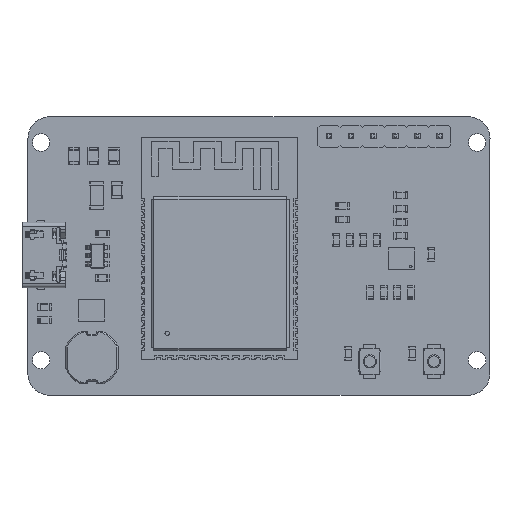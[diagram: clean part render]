
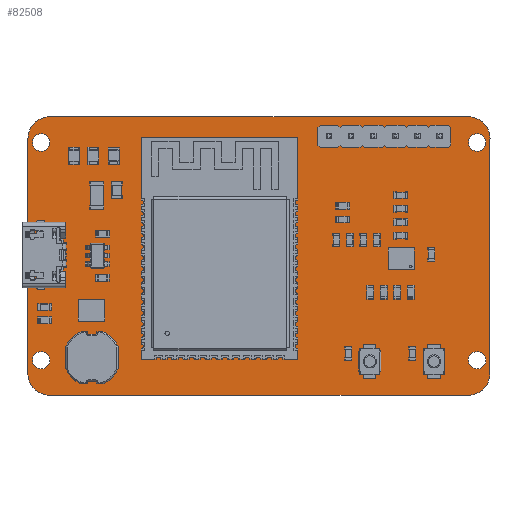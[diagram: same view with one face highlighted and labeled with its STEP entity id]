
A CAD part, top view. The second image highlights one B-rep face of the part: STEP entity #82508.
In plain terms, the highlighted planar face has unit normal (0, 0, 1).
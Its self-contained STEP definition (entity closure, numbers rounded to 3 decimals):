
#82249 = VERTEX_POINT('',#82250);
#82250 = CARTESIAN_POINT('',(177.807,-69.418,1.6));
#82256 = EDGE_CURVE('',#82249,#82257,#82259,.T.);
#82257 = VERTEX_POINT('',#82258);
#82258 = CARTESIAN_POINT('',(180.307,-71.918,1.6));
#82259 = CIRCLE('',#82260,2.5);
#82260 = AXIS2_PLACEMENT_3D('',#82261,#82262,#82263);
#82261 = CARTESIAN_POINT('',(177.807,-71.918,1.6));
#82262 = DIRECTION('',(0.,0.,-1.));
#82263 = DIRECTION('',(0.,1.,0.));
#82291 = VERTEX_POINT('',#82292);
#82292 = CARTESIAN_POINT('',(129.775,-69.425,1.6));
#82298 = EDGE_CURVE('',#82291,#82249,#82299,.T.);
#82299 = LINE('',#82300,#82301);
#82300 = CARTESIAN_POINT('',(129.775,-69.425,1.6));
#82301 = VECTOR('',#82302,1.);
#82302 = DIRECTION('',(1.,0.,0.));
#82320 = EDGE_CURVE('',#82257,#82321,#82323,.T.);
#82321 = VERTEX_POINT('',#82322);
#82322 = CARTESIAN_POINT('',(180.302,-98.892,1.6));
#82323 = LINE('',#82324,#82325);
#82324 = CARTESIAN_POINT('',(180.307,-71.918,1.6));
#82325 = VECTOR('',#82326,1.);
#82326 = DIRECTION('',(0.,-1.,0.));
#82508 = ADVANCED_FACE('',(#82509,#82555,#82566,#82577,#82588,#82599,
    #82610,#82621,#82632,#82643,#82654),#82665,.T.);
#82509 = FACE_BOUND('',#82510,.T.);
#82510 = EDGE_LOOP('',(#82511,#82512,#82513,#82522,#82530,#82539,#82547,
    #82554));
#82511 = ORIENTED_EDGE('',*,*,#82256,.F.);
#82512 = ORIENTED_EDGE('',*,*,#82298,.F.);
#82513 = ORIENTED_EDGE('',*,*,#82514,.F.);
#82514 = EDGE_CURVE('',#82515,#82291,#82517,.T.);
#82515 = VERTEX_POINT('',#82516);
#82516 = CARTESIAN_POINT('',(127.275,-71.925,1.6));
#82517 = CIRCLE('',#82518,2.5);
#82518 = AXIS2_PLACEMENT_3D('',#82519,#82520,#82521);
#82519 = CARTESIAN_POINT('',(129.775,-71.925,1.6));
#82520 = DIRECTION('',(0.,0.,-1.));
#82521 = DIRECTION('',(-1.,0.,-0.));
#82522 = ORIENTED_EDGE('',*,*,#82523,.F.);
#82523 = EDGE_CURVE('',#82524,#82515,#82526,.T.);
#82524 = VERTEX_POINT('',#82525);
#82525 = CARTESIAN_POINT('',(127.258,-98.892,1.6));
#82526 = LINE('',#82527,#82528);
#82527 = CARTESIAN_POINT('',(127.258,-98.892,1.6));
#82528 = VECTOR('',#82529,1.);
#82529 = DIRECTION('',(0.001,1.,0.));
#82530 = ORIENTED_EDGE('',*,*,#82531,.F.);
#82531 = EDGE_CURVE('',#82532,#82524,#82534,.T.);
#82532 = VERTEX_POINT('',#82533);
#82533 = CARTESIAN_POINT('',(129.758,-101.392,1.6));
#82534 = CIRCLE('',#82535,2.5);
#82535 = AXIS2_PLACEMENT_3D('',#82536,#82537,#82538);
#82536 = CARTESIAN_POINT('',(129.758,-98.892,1.6));
#82537 = DIRECTION('',(0.,0.,-1.));
#82538 = DIRECTION('',(0.,-1.,0.));
#82539 = ORIENTED_EDGE('',*,*,#82540,.F.);
#82540 = EDGE_CURVE('',#82541,#82532,#82543,.T.);
#82541 = VERTEX_POINT('',#82542);
#82542 = CARTESIAN_POINT('',(177.802,-101.392,1.6));
#82543 = LINE('',#82544,#82545);
#82544 = CARTESIAN_POINT('',(177.802,-101.392,1.6));
#82545 = VECTOR('',#82546,1.);
#82546 = DIRECTION('',(-1.,0.,0.));
#82547 = ORIENTED_EDGE('',*,*,#82548,.F.);
#82548 = EDGE_CURVE('',#82321,#82541,#82549,.T.);
#82549 = CIRCLE('',#82550,2.5);
#82550 = AXIS2_PLACEMENT_3D('',#82551,#82552,#82553);
#82551 = CARTESIAN_POINT('',(177.802,-98.892,1.6));
#82552 = DIRECTION('',(0.,0.,-1.));
#82553 = DIRECTION('',(1.,0.,0.));
#82554 = ORIENTED_EDGE('',*,*,#82320,.F.);
#82555 = FACE_BOUND('',#82556,.T.);
#82556 = EDGE_LOOP('',(#82557));
#82557 = ORIENTED_EDGE('',*,*,#82558,.T.);
#82558 = EDGE_CURVE('',#82559,#82559,#82561,.T.);
#82559 = VERTEX_POINT('',#82560);
#82560 = CARTESIAN_POINT('',(128.791,-98.375,1.6));
#82561 = CIRCLE('',#82562,1.);
#82562 = AXIS2_PLACEMENT_3D('',#82563,#82564,#82565);
#82563 = CARTESIAN_POINT('',(128.791,-97.375,1.6));
#82564 = DIRECTION('',(-0.,0.,-1.));
#82565 = DIRECTION('',(-0.,-1.,0.));
#82566 = FACE_BOUND('',#82567,.T.);
#82567 = EDGE_LOOP('',(#82568));
#82568 = ORIENTED_EDGE('',*,*,#82569,.T.);
#82569 = EDGE_CURVE('',#82570,#82570,#82572,.T.);
#82570 = VERTEX_POINT('',#82571);
#82571 = CARTESIAN_POINT('',(178.831,-98.375,1.6));
#82572 = CIRCLE('',#82573,1.);
#82573 = AXIS2_PLACEMENT_3D('',#82574,#82575,#82576);
#82574 = CARTESIAN_POINT('',(178.831,-97.375,1.6));
#82575 = DIRECTION('',(-0.,0.,-1.));
#82576 = DIRECTION('',(-0.,-1.,0.));
#82577 = FACE_BOUND('',#82578,.T.);
#82578 = EDGE_LOOP('',(#82579));
#82579 = ORIENTED_EDGE('',*,*,#82580,.T.);
#82580 = EDGE_CURVE('',#82581,#82581,#82583,.T.);
#82581 = VERTEX_POINT('',#82582);
#82582 = CARTESIAN_POINT('',(128.791,-73.375,1.6));
#82583 = CIRCLE('',#82584,1.);
#82584 = AXIS2_PLACEMENT_3D('',#82585,#82586,#82587);
#82585 = CARTESIAN_POINT('',(128.791,-72.375,1.6));
#82586 = DIRECTION('',(-0.,0.,-1.));
#82587 = DIRECTION('',(-0.,-1.,0.));
#82588 = FACE_BOUND('',#82589,.T.);
#82589 = EDGE_LOOP('',(#82590));
#82590 = ORIENTED_EDGE('',*,*,#82591,.T.);
#82591 = EDGE_CURVE('',#82592,#82592,#82594,.T.);
#82592 = VERTEX_POINT('',#82593);
#82593 = CARTESIAN_POINT('',(161.83,-72.16,1.6));
#82594 = CIRCLE('',#82595,0.5);
#82595 = AXIS2_PLACEMENT_3D('',#82596,#82597,#82598);
#82596 = CARTESIAN_POINT('',(161.83,-71.66,1.6));
#82597 = DIRECTION('',(-0.,0.,-1.));
#82598 = DIRECTION('',(-0.,-1.,0.));
#82599 = FACE_BOUND('',#82600,.T.);
#82600 = EDGE_LOOP('',(#82601));
#82601 = ORIENTED_EDGE('',*,*,#82602,.T.);
#82602 = EDGE_CURVE('',#82603,#82603,#82605,.T.);
#82603 = VERTEX_POINT('',#82604);
#82604 = CARTESIAN_POINT('',(164.37,-72.16,1.6));
#82605 = CIRCLE('',#82606,0.5);
#82606 = AXIS2_PLACEMENT_3D('',#82607,#82608,#82609);
#82607 = CARTESIAN_POINT('',(164.37,-71.66,1.6));
#82608 = DIRECTION('',(-0.,0.,-1.));
#82609 = DIRECTION('',(-0.,-1.,0.));
#82610 = FACE_BOUND('',#82611,.T.);
#82611 = EDGE_LOOP('',(#82612));
#82612 = ORIENTED_EDGE('',*,*,#82613,.T.);
#82613 = EDGE_CURVE('',#82614,#82614,#82616,.T.);
#82614 = VERTEX_POINT('',#82615);
#82615 = CARTESIAN_POINT('',(166.91,-72.16,1.6));
#82616 = CIRCLE('',#82617,0.5);
#82617 = AXIS2_PLACEMENT_3D('',#82618,#82619,#82620);
#82618 = CARTESIAN_POINT('',(166.91,-71.66,1.6));
#82619 = DIRECTION('',(-0.,0.,-1.));
#82620 = DIRECTION('',(-0.,-1.,0.));
#82621 = FACE_BOUND('',#82622,.T.);
#82622 = EDGE_LOOP('',(#82623));
#82623 = ORIENTED_EDGE('',*,*,#82624,.T.);
#82624 = EDGE_CURVE('',#82625,#82625,#82627,.T.);
#82625 = VERTEX_POINT('',#82626);
#82626 = CARTESIAN_POINT('',(169.45,-72.16,1.6));
#82627 = CIRCLE('',#82628,0.5);
#82628 = AXIS2_PLACEMENT_3D('',#82629,#82630,#82631);
#82629 = CARTESIAN_POINT('',(169.45,-71.66,1.6));
#82630 = DIRECTION('',(-0.,0.,-1.));
#82631 = DIRECTION('',(-0.,-1.,0.));
#82632 = FACE_BOUND('',#82633,.T.);
#82633 = EDGE_LOOP('',(#82634));
#82634 = ORIENTED_EDGE('',*,*,#82635,.T.);
#82635 = EDGE_CURVE('',#82636,#82636,#82638,.T.);
#82636 = VERTEX_POINT('',#82637);
#82637 = CARTESIAN_POINT('',(171.99,-72.16,1.6));
#82638 = CIRCLE('',#82639,0.5);
#82639 = AXIS2_PLACEMENT_3D('',#82640,#82641,#82642);
#82640 = CARTESIAN_POINT('',(171.99,-71.66,1.6));
#82641 = DIRECTION('',(-0.,0.,-1.));
#82642 = DIRECTION('',(-0.,-1.,0.));
#82643 = FACE_BOUND('',#82644,.T.);
#82644 = EDGE_LOOP('',(#82645));
#82645 = ORIENTED_EDGE('',*,*,#82646,.T.);
#82646 = EDGE_CURVE('',#82647,#82647,#82649,.T.);
#82647 = VERTEX_POINT('',#82648);
#82648 = CARTESIAN_POINT('',(174.53,-72.16,1.6));
#82649 = CIRCLE('',#82650,0.5);
#82650 = AXIS2_PLACEMENT_3D('',#82651,#82652,#82653);
#82651 = CARTESIAN_POINT('',(174.53,-71.66,1.6));
#82652 = DIRECTION('',(-0.,0.,-1.));
#82653 = DIRECTION('',(-0.,-1.,0.));
#82654 = FACE_BOUND('',#82655,.T.);
#82655 = EDGE_LOOP('',(#82656));
#82656 = ORIENTED_EDGE('',*,*,#82657,.T.);
#82657 = EDGE_CURVE('',#82658,#82658,#82660,.T.);
#82658 = VERTEX_POINT('',#82659);
#82659 = CARTESIAN_POINT('',(178.831,-73.375,1.6));
#82660 = CIRCLE('',#82661,1.);
#82661 = AXIS2_PLACEMENT_3D('',#82662,#82663,#82664);
#82662 = CARTESIAN_POINT('',(178.831,-72.375,1.6));
#82663 = DIRECTION('',(-0.,0.,-1.));
#82664 = DIRECTION('',(-0.,-1.,0.));
#82665 = PLANE('',#82666);
#82666 = AXIS2_PLACEMENT_3D('',#82667,#82668,#82669);
#82667 = CARTESIAN_POINT('',(0.,0.,1.6));
#82668 = DIRECTION('',(0.,0.,1.));
#82669 = DIRECTION('',(1.,0.,-0.));
